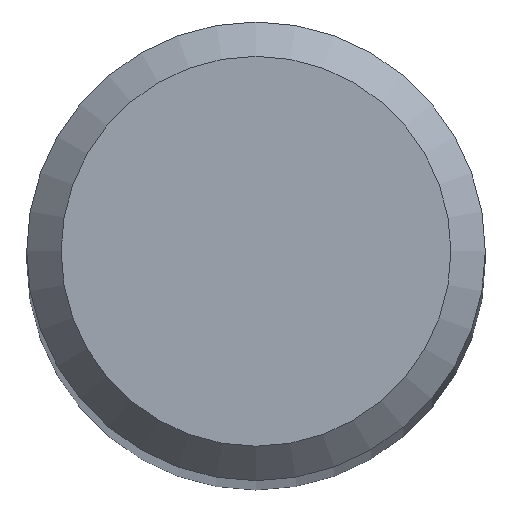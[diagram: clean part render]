
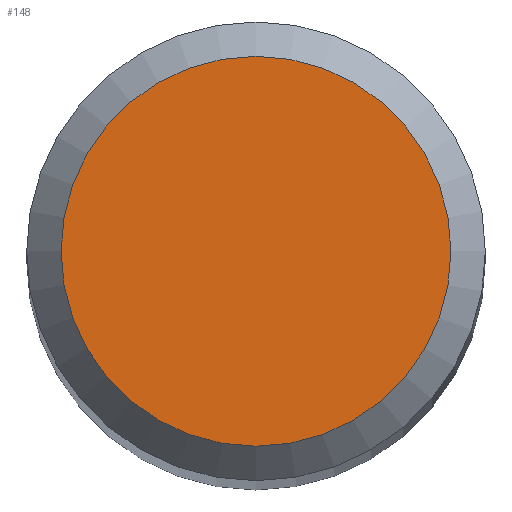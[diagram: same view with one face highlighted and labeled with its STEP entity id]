
A CAD part, top view. The second image highlights one B-rep face of the part: STEP entity #148.
In plain terms, the highlighted planar face has unit normal (0, 0, 1).
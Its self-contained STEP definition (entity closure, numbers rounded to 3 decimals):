
#3 = EDGE_LOOP ( 'NONE', ( #171 ) ) ;
#22 = CARTESIAN_POINT ( 'NONE',  ( 0., 1.7, 50. ) ) ;
#24 = PLANE ( 'NONE',  #160 ) ;
#40 = DIRECTION ( 'NONE',  ( 0., 1., 0. ) ) ;
#44 = DIRECTION ( 'NONE',  ( 0., 1., 0. ) ) ;
#57 = DIRECTION ( 'NONE',  ( 0., 0., -1. ) ) ;
#97 = CARTESIAN_POINT ( 'NONE',  ( 0., 0., 50. ) ) ;
#100 = AXIS2_PLACEMENT_3D ( 'NONE', #111, #57, #44 ) ;
#111 = CARTESIAN_POINT ( 'NONE',  ( 0., 0., 50. ) ) ;
#148 = ADVANCED_FACE ( 'NONE', ( #176 ), #24, .F. ) ;
#160 = AXIS2_PLACEMENT_3D ( 'NONE', #97, #195, #40 ) ;
#168 = EDGE_CURVE ( 'NONE', #196, #196, #187, .T. ) ;
#171 = ORIENTED_EDGE ( 'NONE', *, *, #168, .F. ) ;
#176 = FACE_OUTER_BOUND ( 'NONE', #3, .T. ) ;
#187 = CIRCLE ( 'NONE', #100, 1.7 ) ;
#195 = DIRECTION ( 'NONE',  ( 0., 0., -1. ) ) ;
#196 = VERTEX_POINT ( 'NONE', #22 ) ;
